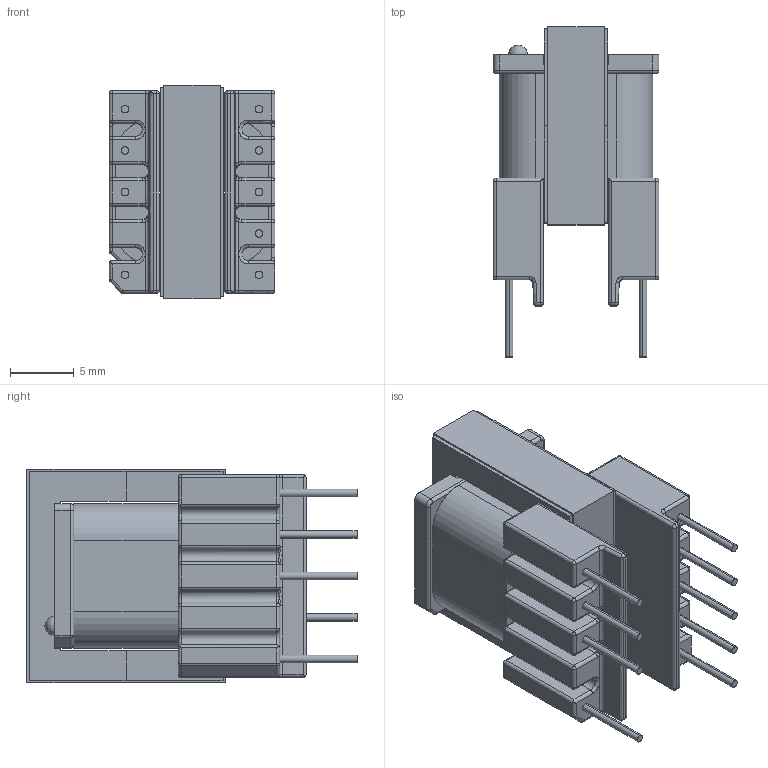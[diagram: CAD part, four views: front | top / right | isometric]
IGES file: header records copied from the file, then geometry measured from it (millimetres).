
Start section: SolidWorks IGES file using analytic representation for surfaces
Global section: file name: EE16-7-5_5836_MP2.IGS; native system: SolidWorks 2017; preprocessor: SolidWorks 2017; author: toby.kangas; date: 210506.164944; units: millimetre
Bounding box: 13 x 25.86 x 16.72 mm (x, y, z)
Surface area: 4431.9 mm2 (no closed solid volume)
Topology: 0 solids, 0 shells, 377 faces, 2388 edges, 2350 vertices
Faces by surface type: revolution 198, bspline 179
